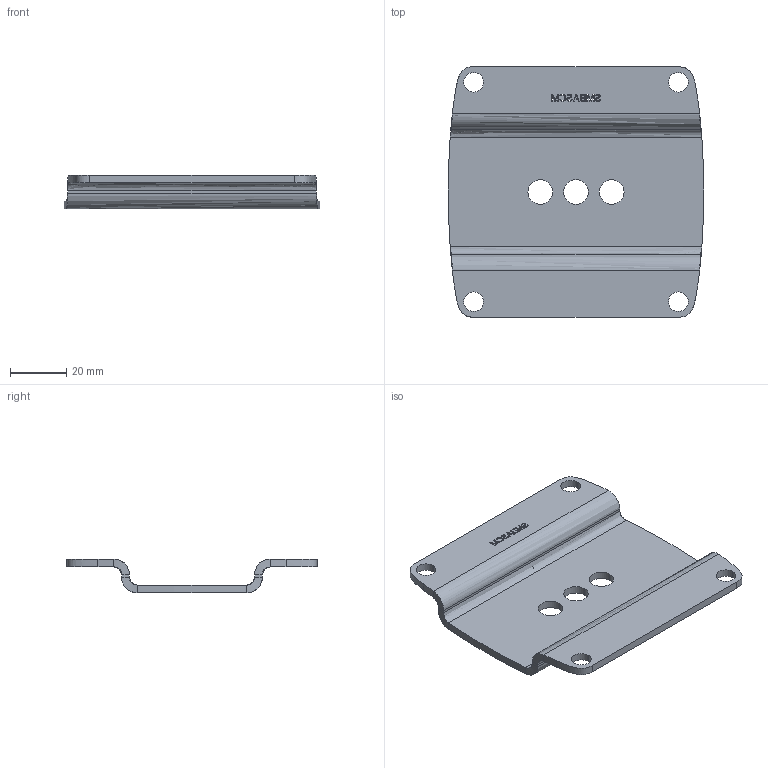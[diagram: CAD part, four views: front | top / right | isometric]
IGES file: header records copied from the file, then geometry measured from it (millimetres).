
Start section:  PTC IGES file: 155379.igs
Global section: file name: 155379.igs; native system: Pro/ENGINEER by Parametric Technology Corporation; preprocessor: 2009141; author: banengservice; organization: Unknown; date: 20110505.113539; units: inch
Bounding box: 90.83 x 89 x 12 mm (x, y, z)
Volume: 23514.8 mm3; surface area: 18741.2 mm2
Topology: 4 solids, 4 shells, 286 faces, 802 edges, 524 vertices
Faces by surface type: bspline 258, revolution 28
